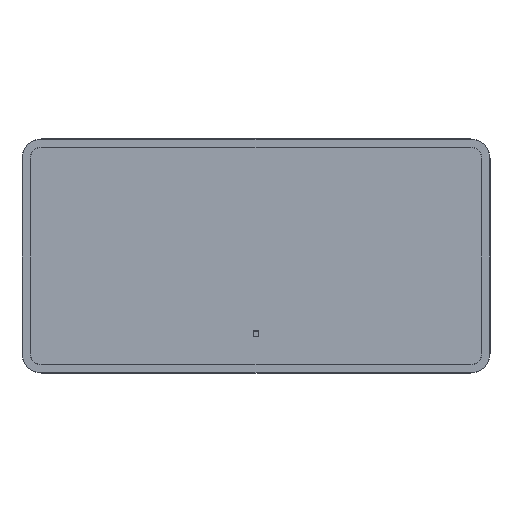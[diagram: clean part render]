
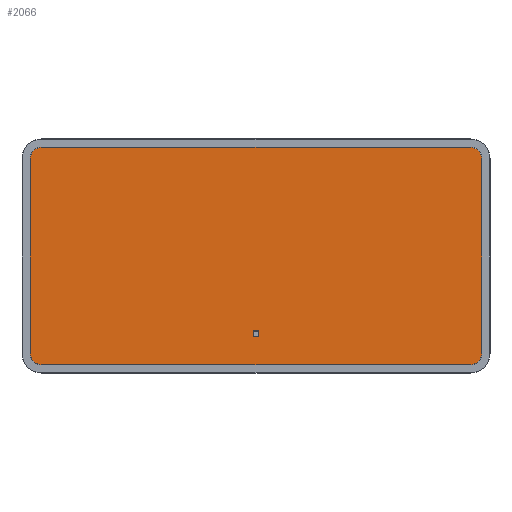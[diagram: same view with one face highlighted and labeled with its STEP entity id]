
A CAD part, top view. The second image highlights one B-rep face of the part: STEP entity #2066.
In plain terms, the highlighted planar face has unit normal (0, 0, 1).
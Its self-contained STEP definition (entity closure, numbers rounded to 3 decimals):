
#110 = ORIENTED_EDGE ( 'NONE', *, *, #4991, .T. ) ;
#123 = VECTOR ( 'NONE', #3967, 1000. ) ;
#169 = CARTESIAN_POINT ( 'NONE',  ( -7.5, -192., 4. ) ) ;
#180 = DIRECTION ( 'NONE',  ( 0., -1., 0. ) ) ;
#223 = CARTESIAN_POINT ( 'NONE',  ( 0., 0., 4. ) ) ;
#298 = EDGE_CURVE ( 'NONE', #6492, #3054, #6435, .T. ) ;
#317 = VERTEX_POINT ( 'NONE', #3260 ) ;
#454 = VERTEX_POINT ( 'NONE', #4077 ) ;
#465 = ORIENTED_EDGE ( 'NONE', *, *, #6002, .T. ) ;
#518 = EDGE_CURVE ( 'NONE', #317, #6492, #4613, .T. ) ;
#528 = ORIENTED_EDGE ( 'NONE', *, *, #3392, .F. ) ;
#743 = DIRECTION ( 'NONE',  ( 0., 0., 1. ) ) ;
#784 = DIRECTION ( 'NONE',  ( 1., 0., 0. ) ) ;
#809 = FACE_OUTER_BOUND ( 'NONE', #875, .T. ) ;
#850 = ORIENTED_EDGE ( 'NONE', *, *, #5290, .F. ) ;
#875 = EDGE_LOOP ( 'NONE', ( #2622, #6216, #465, #4133, #5716, #6598, #1198, #110 ) ) ;
#892 = AXIS2_PLACEMENT_3D ( 'NONE', #6326, #1632, #3722 ) ;
#984 = DIRECTION ( 'NONE',  ( 1., 0., 0. ) ) ;
#1029 = CARTESIAN_POINT ( 'NONE',  ( 550., 250., 4. ) ) ;
#1088 = CARTESIAN_POINT ( 'NONE',  ( 7.5, -192., 4. ) ) ;
#1113 = AXIS2_PLACEMENT_3D ( 'NONE', #1561, #6251, #984 ) ;
#1198 = ORIENTED_EDGE ( 'NONE', *, *, #4942, .T. ) ;
#1333 = VECTOR ( 'NONE', #784, 1000. ) ;
#1483 = DIRECTION ( 'NONE',  ( -1., 0., 0. ) ) ;
#1561 = CARTESIAN_POINT ( 'NONE',  ( -550., -250., 4. ) ) ;
#1632 = DIRECTION ( 'NONE',  ( 0., 0., 1. ) ) ;
#1676 = EDGE_CURVE ( 'NONE', #2256, #454, #5380, .T. ) ;
#1694 = EDGE_CURVE ( 'NONE', #1994, #6618, #1867, .T. ) ;
#1772 = VERTEX_POINT ( 'NONE', #6520 ) ;
#1841 = ORIENTED_EDGE ( 'NONE', *, *, #1694, .F. ) ;
#1867 = LINE ( 'NONE', #2355, #5282 ) ;
#1904 = CARTESIAN_POINT ( 'NONE',  ( 578.5, 250., 4. ) ) ;
#1926 = DIRECTION ( 'NONE',  ( 1., 0., 0. ) ) ;
#1994 = VERTEX_POINT ( 'NONE', #1088 ) ;
#1998 = CARTESIAN_POINT ( 'NONE',  ( 550., -278.5, 4. ) ) ;
#2066 = ADVANCED_FACE ( 'NONE', ( #6509, #809 ), #2926, .T. ) ;
#2234 = EDGE_CURVE ( 'NONE', #1772, #317, #6688, .T. ) ;
#2256 = VERTEX_POINT ( 'NONE', #1998 ) ;
#2265 = LINE ( 'NONE', #169, #3963 ) ;
#2316 = CARTESIAN_POINT ( 'NONE',  ( -550., -278.5, 4. ) ) ;
#2338 = VECTOR ( 'NONE', #1483, 1000. ) ;
#2355 = CARTESIAN_POINT ( 'NONE',  ( -7.5, -192., 4. ) ) ;
#2463 = CARTESIAN_POINT ( 'NONE',  ( 0., -278.5, 4. ) ) ;
#2537 = VECTOR ( 'NONE', #3922, 1000. ) ;
#2622 = ORIENTED_EDGE ( 'NONE', *, *, #1676, .T. ) ;
#2656 = VECTOR ( 'NONE', #4839, 1000. ) ;
#2674 = CARTESIAN_POINT ( 'NONE',  ( -578.5, -250., 4. ) ) ;
#2756 = CARTESIAN_POINT ( 'NONE',  ( 7.5, -192., 4. ) ) ;
#2835 = EDGE_CURVE ( 'NONE', #454, #5951, #3331, .T. ) ;
#2926 = PLANE ( 'NONE',  #4733 ) ;
#2999 = VERTEX_POINT ( 'NONE', #5111 ) ;
#3011 = LINE ( 'NONE', #6056, #1333 ) ;
#3054 = VERTEX_POINT ( 'NONE', #2674 ) ;
#3104 = EDGE_LOOP ( 'NONE', ( #850, #3777, #528, #1841 ) ) ;
#3172 = CARTESIAN_POINT ( 'NONE',  ( -7.5, -207., 4. ) ) ;
#3229 = VERTEX_POINT ( 'NONE', #2316 ) ;
#3260 = CARTESIAN_POINT ( 'NONE',  ( -550., 278.5, 4. ) ) ;
#3269 = CARTESIAN_POINT ( 'NONE',  ( -578.5, 250., 4. ) ) ;
#3331 = LINE ( 'NONE', #4425, #123 ) ;
#3392 = EDGE_CURVE ( 'NONE', #6618, #4930, #2265, .T. ) ;
#3402 = AXIS2_PLACEMENT_3D ( 'NONE', #4727, #6195, #5216 ) ;
#3722 = DIRECTION ( 'NONE',  ( 1., 0., 0. ) ) ;
#3777 = ORIENTED_EDGE ( 'NONE', *, *, #5819, .F. ) ;
#3922 = DIRECTION ( 'NONE',  ( 1., 0., 0. ) ) ;
#3963 = VECTOR ( 'NONE', #6356, 1000. ) ;
#3967 = DIRECTION ( 'NONE',  ( 0., 1., 0. ) ) ;
#4000 = CIRCLE ( 'NONE', #4552, 28.5 ) ;
#4077 = CARTESIAN_POINT ( 'NONE',  ( 578.5, -250., 4. ) ) ;
#4133 = ORIENTED_EDGE ( 'NONE', *, *, #2234, .T. ) ;
#4170 = DIRECTION ( 'NONE',  ( 1., 0., 0. ) ) ;
#4425 = CARTESIAN_POINT ( 'NONE',  ( 578.5, 0., 4. ) ) ;
#4552 = AXIS2_PLACEMENT_3D ( 'NONE', #1029, #5240, #4170 ) ;
#4613 = CIRCLE ( 'NONE', #3402, 28.5 ) ;
#4727 = CARTESIAN_POINT ( 'NONE',  ( -550., 250., 4. ) ) ;
#4733 = AXIS2_PLACEMENT_3D ( 'NONE', #223, #743, #1926 ) ;
#4839 = DIRECTION ( 'NONE',  ( 0., 1., 0. ) ) ;
#4907 = LINE ( 'NONE', #2756, #2656 ) ;
#4930 = VERTEX_POINT ( 'NONE', #3172 ) ;
#4942 = EDGE_CURVE ( 'NONE', #3054, #3229, #6569, .T. ) ;
#4991 = EDGE_CURVE ( 'NONE', #3229, #2256, #6057, .T. ) ;
#5023 = DIRECTION ( 'NONE',  ( -1., 0., 0. ) ) ;
#5111 = CARTESIAN_POINT ( 'NONE',  ( 7.5, -207., 4. ) ) ;
#5155 = VECTOR ( 'NONE', #180, 1000. ) ;
#5216 = DIRECTION ( 'NONE',  ( 1., 0., 0. ) ) ;
#5240 = DIRECTION ( 'NONE',  ( 0., 0., 1. ) ) ;
#5282 = VECTOR ( 'NONE', #5023, 1000. ) ;
#5290 = EDGE_CURVE ( 'NONE', #2999, #1994, #4907, .T. ) ;
#5380 = CIRCLE ( 'NONE', #892, 28.5 ) ;
#5578 = CARTESIAN_POINT ( 'NONE',  ( -7.5, -192., 4. ) ) ;
#5716 = ORIENTED_EDGE ( 'NONE', *, *, #518, .T. ) ;
#5819 = EDGE_CURVE ( 'NONE', #4930, #2999, #3011, .T. ) ;
#5951 = VERTEX_POINT ( 'NONE', #1904 ) ;
#5992 = CARTESIAN_POINT ( 'NONE',  ( -578.5, 0., 4. ) ) ;
#6002 = EDGE_CURVE ( 'NONE', #5951, #1772, #4000, .T. ) ;
#6056 = CARTESIAN_POINT ( 'NONE',  ( -7.5, -207., 4. ) ) ;
#6057 = LINE ( 'NONE', #2463, #2537 ) ;
#6195 = DIRECTION ( 'NONE',  ( 0., 0., 1. ) ) ;
#6216 = ORIENTED_EDGE ( 'NONE', *, *, #2835, .T. ) ;
#6243 = CARTESIAN_POINT ( 'NONE',  ( 0., 278.5, 4. ) ) ;
#6251 = DIRECTION ( 'NONE',  ( 0., 0., 1. ) ) ;
#6326 = CARTESIAN_POINT ( 'NONE',  ( 550., -250., 4. ) ) ;
#6356 = DIRECTION ( 'NONE',  ( 0., -1., 0. ) ) ;
#6435 = LINE ( 'NONE', #5992, #5155 ) ;
#6492 = VERTEX_POINT ( 'NONE', #3269 ) ;
#6509 = FACE_BOUND ( 'NONE', #3104, .T. ) ;
#6520 = CARTESIAN_POINT ( 'NONE',  ( 550., 278.5, 4. ) ) ;
#6569 = CIRCLE ( 'NONE', #1113, 28.5 ) ;
#6598 = ORIENTED_EDGE ( 'NONE', *, *, #298, .T. ) ;
#6618 = VERTEX_POINT ( 'NONE', #5578 ) ;
#6688 = LINE ( 'NONE', #6243, #2338 ) ;
